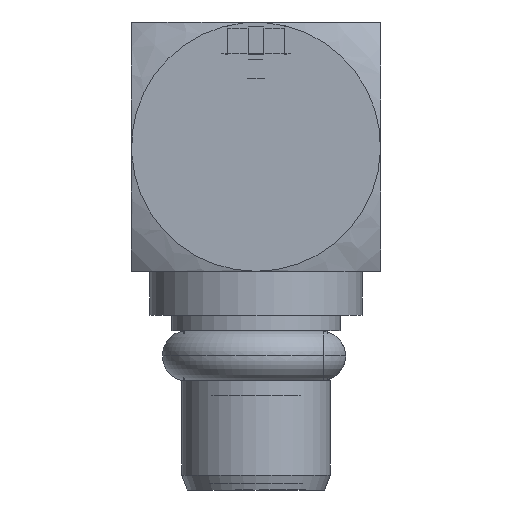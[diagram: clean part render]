
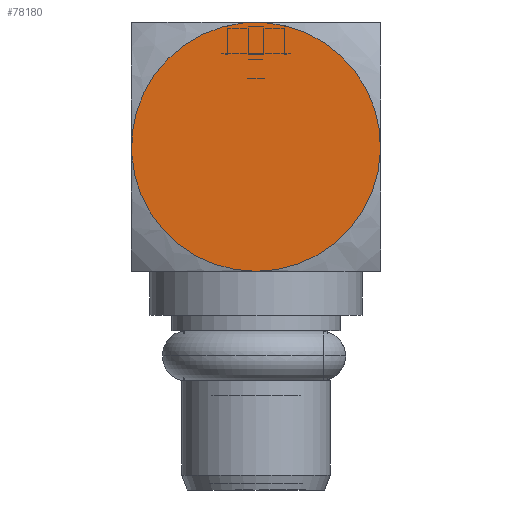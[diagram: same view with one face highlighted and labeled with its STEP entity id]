
A CAD part, front view. The second image highlights one B-rep face of the part: STEP entity #78180.
In plain terms, the highlighted planar face has unit normal (0, -1, 0).
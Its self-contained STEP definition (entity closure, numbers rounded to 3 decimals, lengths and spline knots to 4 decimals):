
#824=PLANE('',#80389);
#21602=ORIENTED_EDGE('',*,*,#32398,.T.);
#32398=EDGE_CURVE('',#37870,#37870,#39513,.T.);
#37870=VERTEX_POINT('',#146915);
#39513=CIRCLE('',#80386,1.9952);
#42282=EDGE_LOOP('',(#21602));
#46251=FACE_BOUND('',#42282,.T.);
#78180=ADVANCED_FACE('',(#46251),#824,.T.);
#80386=AXIS2_PLACEMENT_3D('',#146914,#82819,#82820);
#80389=AXIS2_PLACEMENT_3D('',#146919,#82825,#82826);
#82819=DIRECTION('',(0.,-1.,0.));
#82820=DIRECTION('',(0.,0.,-1.));
#82825=DIRECTION('',(0.,-1.,0.));
#82826=DIRECTION('',(0.,0.,-1.));
#146914=CARTESIAN_POINT('',(0.,-74.91,0.));
#146915=CARTESIAN_POINT('',(0.,-74.91,-1.9952));
#146919=CARTESIAN_POINT('',(-2.,-74.91,2.));
